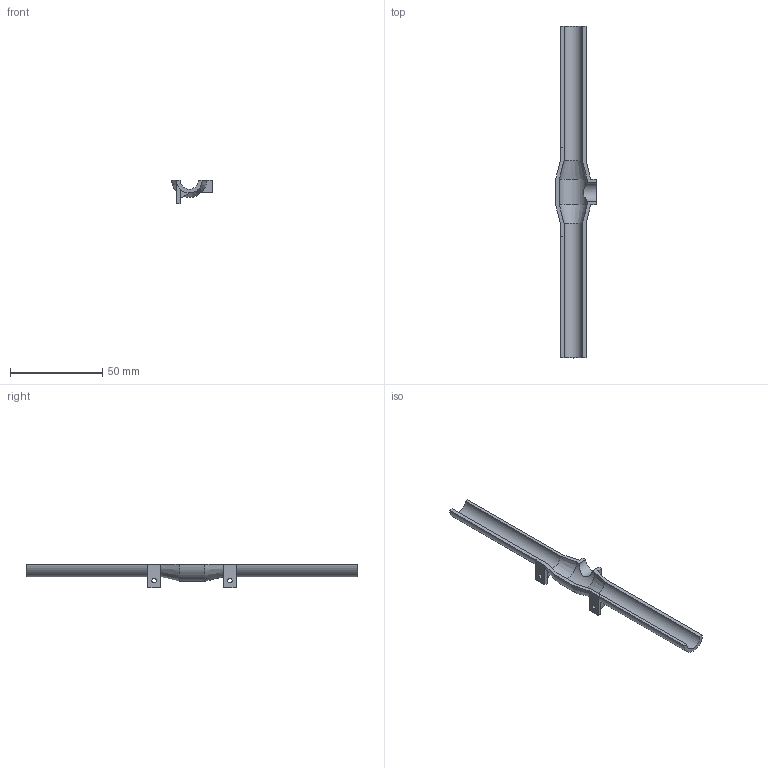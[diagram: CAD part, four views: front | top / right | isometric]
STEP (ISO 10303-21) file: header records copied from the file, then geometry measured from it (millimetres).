
FILE_DESCRIPTION(/* description */ (''),/* implementation_level */ '2;1');
FILE_NAME(/* name */ 'rear axle bottom half v1.step',/* time_stamp */ '2025-05-23T09:08:49-07:00',/* author */ (''),/* organization */ (''),/* preprocessor_version */ 'ST-DEVELOPER v20.1',/* originating_system */ 'Autodesk Translation Framework v14.10.0.0',/* authorisation */ '');
FILE_SCHEMA (('AUTOMOTIVE_DESIGN { 1 0 10303 214 3 1 1 }'));
Length unit declared in the file: millimetre
Products named in the file (1): rear axle bottom  half
Bounding box: 22 x 180 x 13 mm (x, y, z)
Volume: 7814.6 mm3; surface area: 8927.8 mm2
Topology: 5 solids, 5 shells, 46 faces, 107 edges, 71 vertices
Faces by surface type: plane 29, cylinder 13, cone 4
Full cylindrical faces by diameter (mm): 2.5 x2
Entity records: 1361 total; most frequent: CARTESIAN_POINT 243, DIRECTION 226, ORIENTED_EDGE 214, EDGE_CURVE 107, LINE 78, VECTOR 78, AXIS2_PLACEMENT_3D 74, VERTEX_POINT 71
